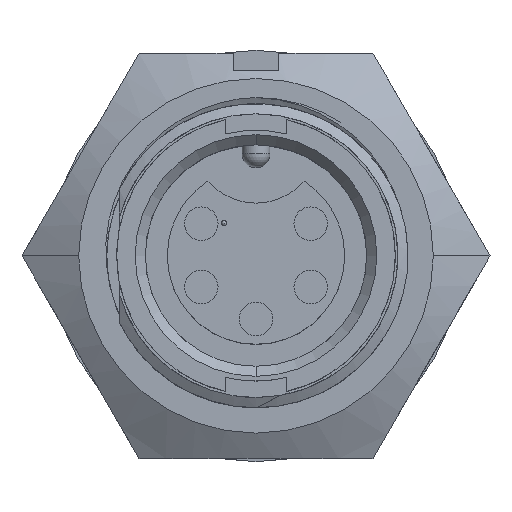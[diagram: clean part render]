
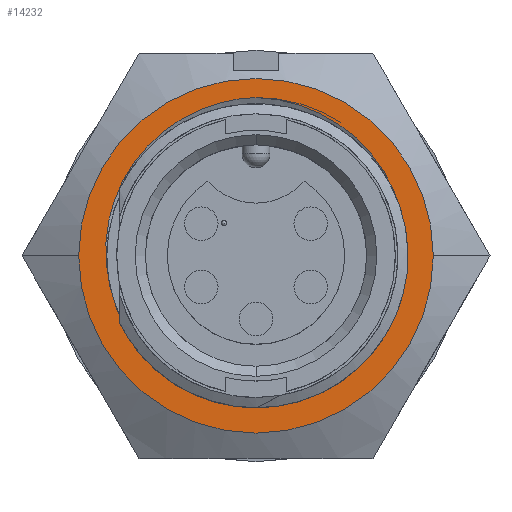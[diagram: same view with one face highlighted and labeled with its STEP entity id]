
A CAD part, top view. The second image highlights one B-rep face of the part: STEP entity #14232.
In plain terms, the highlighted planar face has unit normal (0, 0, 1).
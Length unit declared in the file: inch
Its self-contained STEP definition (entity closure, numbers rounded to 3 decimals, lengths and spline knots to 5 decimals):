
#187 = FACE_OUTER_BOUND ( 'NONE', #6344, .T. ) ;
#189 = FACE_BOUND ( 'NONE', #6697, .T. ) ;
#436 = DIRECTION ( 'NONE',  ( -1., 0., 0. ) ) ;
#437 = DIRECTION ( 'NONE',  ( 0., 0., -1. ) ) ;
#438 = CARTESIAN_POINT ( 'NONE',  ( 0., 0., -0.3155 ) ) ;
#880 = CIRCLE ( 'NONE', #886, 0.2945 ) ;
#886 = AXIS2_PLACEMENT_3D ( 'NONE', #8403, #8438, #8997 ) ;
#3417 = CARTESIAN_POINT ( 'NONE',  ( 0., 0.3125, -0.3155 ) ) ;
#3418 = CARTESIAN_POINT ( 'NONE',  ( -0.02255, 0.3118, -0.3155 ) ) ;
#3419 = CARTESIAN_POINT ( 'NONE',  ( -0.04463, 0.30867, -0.3155 ) ) ;
#3420 = CARTESIAN_POINT ( 'NONE',  ( -0.08787, 0.29771, -0.3155 ) ) ;
#3421 = CARTESIAN_POINT ( 'NONE',  ( -0.10919, 0.28975, -0.3155 ) ) ;
#3422 = CARTESIAN_POINT ( 'NONE',  ( -0.14898, 0.26972, -0.3155 ) ) ;
#3423 = CARTESIAN_POINT ( 'NONE',  ( -0.16771, 0.25762, -0.3155 ) ) ;
#3424 = CARTESIAN_POINT ( 'NONE',  ( -0.20268, 0.22913, -0.3155 ) ) ;
#3425 = CARTESIAN_POINT ( 'NONE',  ( -0.21833, 0.21326, -0.3155 ) ) ;
#3426 = CARTESIAN_POINT ( 'NONE',  ( -0.24592, 0.17827, -0.3155 ) ) ;
#3427 = CARTESIAN_POINT ( 'NONE',  ( -0.25794, 0.15893, -0.3155 ) ) ;
#3428 = CARTESIAN_POINT ( 'NONE',  ( -0.27709, 0.11868, -0.3155 ) ) ;
#3429 = CARTESIAN_POINT ( 'NONE',  ( -0.28439, 0.09763, -0.3155 ) ) ;
#3430 = CARTESIAN_POINT ( 'NONE',  ( -0.29428, 0.05361, -0.3155 ) ) ;
#3431 = CARTESIAN_POINT ( 'NONE',  ( -0.29669, 0.03139, -0.3155 ) ) ;
#3432 = CARTESIAN_POINT ( 'NONE',  ( -0.29661, -0.00217, -0.3155 ) ) ;
#3433 = CARTESIAN_POINT ( 'NONE',  ( -0.29595, -0.01345, -0.3155 ) ) ;
#3434 = CARTESIAN_POINT ( 'NONE',  ( -0.29332, -0.03581, -0.3155 ) ) ;
#3435 = CARTESIAN_POINT ( 'NONE',  ( -0.29136, -0.0469, -0.3155 ) ) ;
#3436 = CARTESIAN_POINT ( 'NONE',  ( -0.28876, -0.05788, -0.3155 ) ) ;
#4396 = DIRECTION ( 'NONE',  ( -1., 0., 0. ) ) ;
#4397 = DIRECTION ( 'NONE',  ( 0., 0., -1. ) ) ;
#4398 = CARTESIAN_POINT ( 'NONE',  ( -0.23094, -0.4, -0.3155 ) ) ;
#4399 = PLANE ( 'NONE',  #8194 ) ;
#4870 = CARTESIAN_POINT ( 'NONE',  ( 0.28876, -0.05788, -0.3155 ) ) ;
#4871 = CARTESIAN_POINT ( 'NONE',  ( 0.29396, -0.03591, -0.3155 ) ) ;
#4872 = CARTESIAN_POINT ( 'NONE',  ( 0.29655, -0.01376, -0.3155 ) ) ;
#4873 = CARTESIAN_POINT ( 'NONE',  ( 0.29668, 0.01975, -0.3155 ) ) ;
#4874 = CARTESIAN_POINT ( 'NONE',  ( 0.2961, 0.03103, -0.3155 ) ) ;
#4875 = CARTESIAN_POINT ( 'NONE',  ( 0.29367, 0.05338, -0.3155 ) ) ;
#4876 = CARTESIAN_POINT ( 'NONE',  ( 0.29184, 0.06439, -0.3155 ) ) ;
#4877 = CARTESIAN_POINT ( 'NONE',  ( 0.28699, 0.08612, -0.3155 ) ) ;
#4878 = CARTESIAN_POINT ( 'NONE',  ( 0.28397, 0.09682, -0.3155 ) ) ;
#4879 = CARTESIAN_POINT ( 'NONE',  ( 0.27672, 0.11792, -0.3155 ) ) ;
#4880 = CARTESIAN_POINT ( 'NONE',  ( 0.27247, 0.12837, -0.3155 ) ) ;
#4881 = CARTESIAN_POINT ( 'NONE',  ( 0.25801, 0.15885, -0.3155 ) ) ;
#4882 = CARTESIAN_POINT ( 'NONE',  ( 0.24628, 0.17775, -0.3155 ) ) ;
#4883 = CARTESIAN_POINT ( 'NONE',  ( 0.21875, 0.2128, -0.3155 ) ) ;
#4884 = CARTESIAN_POINT ( 'NONE',  ( 0.20277, 0.22902, -0.3155 ) ) ;
#4885 = CARTESIAN_POINT ( 'NONE',  ( 0.16827, 0.2572, -0.3155 ) ) ;
#4886 = CARTESIAN_POINT ( 'NONE',  ( 0.14961, 0.26937, -0.3155 ) ) ;
#4887 = CARTESIAN_POINT ( 'NONE',  ( 0.10934, 0.2897, -0.3155 ) ) ;
#4888 = CARTESIAN_POINT ( 'NONE',  ( 0.0884, 0.29754, -0.3155 ) ) ;
#4889 = CARTESIAN_POINT ( 'NONE',  ( 0.05587, 0.30584, -0.3155 ) ) ;
#4890 = CARTESIAN_POINT ( 'NONE',  ( 0.04479, 0.30803, -0.3155 ) ) ;
#4891 = CARTESIAN_POINT ( 'NONE',  ( 0.02249, 0.31119, -0.3155 ) ) ;
#4892 = CARTESIAN_POINT ( 'NONE',  ( 0.01128, 0.31215, -0.3155 ) ) ;
#4893 = CARTESIAN_POINT ( 'NONE',  ( 0., 0.3125, -0.3155 ) ) ;
#6255 = CARTESIAN_POINT ( 'NONE',  ( 0., 0.3125, -0.3155 ) ) ;
#6267 = CARTESIAN_POINT ( 'NONE',  ( 0.35, 0., -0.3155 ) ) ;
#6268 = CARTESIAN_POINT ( 'NONE',  ( -0.35, 0., -0.3155 ) ) ;
#6272 = CARTESIAN_POINT ( 'NONE',  ( -0.28876, -0.05788, -0.3155 ) ) ;
#6274 = CARTESIAN_POINT ( 'NONE',  ( 0.28876, -0.05788, -0.3155 ) ) ;
#6344 = EDGE_LOOP ( 'NONE', ( #15625, #15626 ) ) ;
#6697 = EDGE_LOOP ( 'NONE', ( #15630, #15628, #15629 ) ) ;
#8194 = AXIS2_PLACEMENT_3D ( 'NONE', #4398, #4397, #4396 ) ;
#8339 = CIRCLE ( 'NONE', #8361, 0.35 ) ;
#8361 = AXIS2_PLACEMENT_3D ( 'NONE', #438, #437, #436 ) ;
#8403 = CARTESIAN_POINT ( 'NONE',  ( 0., 0., -0.3155 ) ) ;
#8438 = DIRECTION ( 'NONE',  ( 0., 0., 1. ) ) ;
#8997 = DIRECTION ( 'NONE',  ( 1., 0., 0. ) ) ;
#9199 = DIRECTION ( 'NONE',  ( -1., 0., 0. ) ) ;
#9200 = DIRECTION ( 'NONE',  ( 0., 0., -1. ) ) ;
#9201 = CARTESIAN_POINT ( 'NONE',  ( 0., 0., -0.3155 ) ) ;
#13751 = CIRCLE ( 'NONE', #13752, 0.35 ) ;
#13752 = AXIS2_PLACEMENT_3D ( 'NONE', #9201, #9200, #9199 ) ;
#13834 = EDGE_CURVE ( 'NONE', #15386, #15388, #880, .T. ) ;
#13868 = EDGE_CURVE ( 'NONE', #15381, #15382, #13751, .T. ) ;
#13971 = EDGE_CURVE ( 'NONE', #15386, #15369, #15040, .T. ) ;
#14196 = EDGE_CURVE ( 'NONE', #15369, #15388, #15022, .T. ) ;
#14232 = ADVANCED_FACE ( 'NONE', ( #189, #187 ), #4399, .F. ) ;
#14430 = EDGE_CURVE ( 'NONE', #15382, #15381, #8339, .T. ) ;
#15022 = B_SPLINE_CURVE_WITH_KNOTS ( 'NONE', 3,
 ( #4893, #4892, #4891, #4890, #4889, #4888, #4887, #4886, #4885, #4884, #4883, #4882, #4881, #4880, #4879, #4878, #4877, #4876, #4875, #4874, #4873, #4872, #4871, #4870 ),
 .UNSPECIFIED., .F., .F.,
 ( 4, 2, 2, 2, 2, 2, 2, 2, 2, 2, 2, 4 ),
 ( 0., 0.00086, 0.00171, 0.00343, 0.00514, 0.00686, 0.00857, 0.00943, 0.01029, 0.01115, 0.012, 0.01372 ),
 .UNSPECIFIED. ) ;
#15040 = B_SPLINE_CURVE_WITH_KNOTS ( 'NONE', 3,
 ( #3436, #3435, #3434, #3433, #3432, #3431, #3430, #3429, #3428, #3427, #3426, #3425, #3424, #3423, #3422, #3421, #3420, #3419, #3418, #3417 ),
 .UNSPECIFIED., .F., .F.,
 ( 4, 2, 2, 2, 2, 2, 2, 2, 2, 4 ),
 ( 0., 0.00086, 0.00171, 0.00343, 0.00514, 0.00686, 0.00857, 0.01029, 0.012, 0.01372 ),
 .UNSPECIFIED. ) ;
#15369 = VERTEX_POINT ( 'NONE', #6255 ) ;
#15381 = VERTEX_POINT ( 'NONE', #6267 ) ;
#15382 = VERTEX_POINT ( 'NONE', #6268 ) ;
#15386 = VERTEX_POINT ( 'NONE', #6272 ) ;
#15388 = VERTEX_POINT ( 'NONE', #6274 ) ;
#15625 = ORIENTED_EDGE ( 'NONE', *, *, #14430, .F. ) ;
#15626 = ORIENTED_EDGE ( 'NONE', *, *, #13868, .F. ) ;
#15628 = ORIENTED_EDGE ( 'NONE', *, *, #13971, .T. ) ;
#15629 = ORIENTED_EDGE ( 'NONE', *, *, #14196, .T. ) ;
#15630 = ORIENTED_EDGE ( 'NONE', *, *, #13834, .F. ) ;
